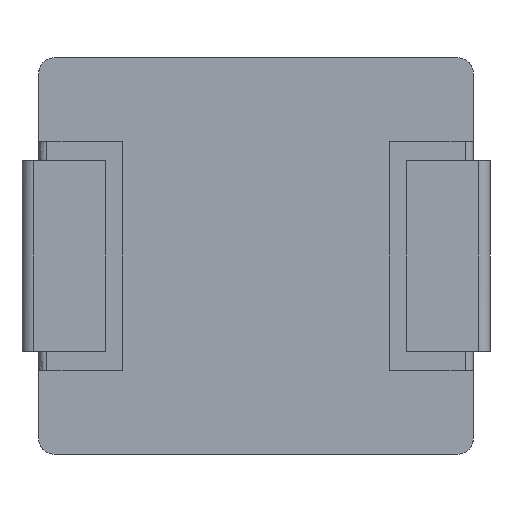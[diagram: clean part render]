
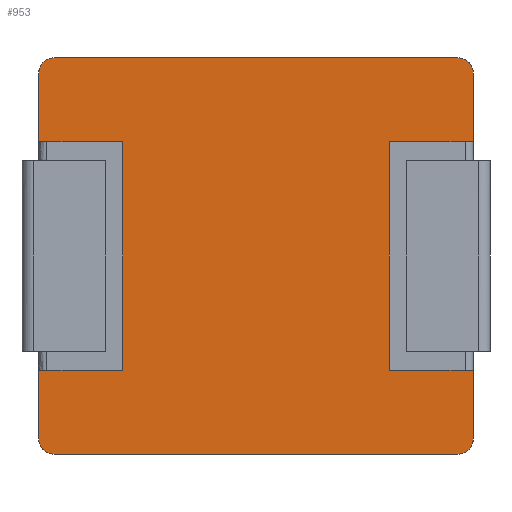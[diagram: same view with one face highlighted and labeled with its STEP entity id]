
A CAD part, front view. The second image highlights one B-rep face of the part: STEP entity #953.
In plain terms, the highlighted free-form (B-spline) face has degree [1, 1] with [2, 2] control points.
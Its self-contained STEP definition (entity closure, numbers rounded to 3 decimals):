
#612 = VERTEX_POINT('',#613);
#613 = CARTESIAN_POINT('',(3.064,0.,1.613));
#626 = VERTEX_POINT('',#627);
#627 = CARTESIAN_POINT('',(3.064,0.,-1.613));
#632 = EDGE_CURVE('',#626,#633,#635,.T.);
#633 = VERTEX_POINT('',#634);
#634 = CARTESIAN_POINT('',(3.064,0.,-2.58));
#635 = B_SPLINE_CURVE_WITH_KNOTS('',1,(#636,#637),.UNSPECIFIED.,.F.,.F.,
  (2,2),(-1.1,-0.2),.PIECEWISE_BEZIER_KNOTS.);
#636 = CARTESIAN_POINT('',(3.064,0.,-1.613));
#637 = CARTESIAN_POINT('',(3.064,0.,-2.58));
#646 = VERTEX_POINT('',#647);
#647 = CARTESIAN_POINT('',(3.064,0.,2.58));
#652 = EDGE_CURVE('',#646,#612,#653,.T.);
#653 = B_SPLINE_CURVE_WITH_KNOTS('',1,(#654,#655),.UNSPECIFIED.,.F.,.F.,
  (2,2),(-5.,-4.1),.PIECEWISE_BEZIER_KNOTS.);
#654 = CARTESIAN_POINT('',(3.064,0.,2.58));
#655 = CARTESIAN_POINT('',(3.064,0.,1.613));
#881 = VERTEX_POINT('',#882);
#882 = CARTESIAN_POINT('',(-3.064,0.,1.613));
#887 = EDGE_CURVE('',#881,#888,#890,.T.);
#888 = VERTEX_POINT('',#889);
#889 = CARTESIAN_POINT('',(-3.064,0.,2.58));
#890 = B_SPLINE_CURVE_WITH_KNOTS('',1,(#891,#892),.UNSPECIFIED.,.F.,.F.,
  (2,2),(4.1,5.),.PIECEWISE_BEZIER_KNOTS.);
#891 = CARTESIAN_POINT('',(-3.064,0.,1.613));
#892 = CARTESIAN_POINT('',(-3.064,0.,2.58));
#901 = VERTEX_POINT('',#902);
#902 = CARTESIAN_POINT('',(-3.064,0.,-2.58));
#907 = EDGE_CURVE('',#901,#908,#910,.T.);
#908 = VERTEX_POINT('',#909);
#909 = CARTESIAN_POINT('',(-3.064,0.,-1.613));
#910 = B_SPLINE_CURVE_WITH_KNOTS('',1,(#911,#912),.UNSPECIFIED.,.F.,.F.,
  (2,2),(0.2,1.1),.PIECEWISE_BEZIER_KNOTS.);
#911 = CARTESIAN_POINT('',(-3.064,0.,-2.58));
#912 = CARTESIAN_POINT('',(-3.064,0.,-1.613));
#953 = ADVANCED_FACE('',(#954),#1040,.F.);
#954 = FACE_BOUND('',#955,.T.);
#955 = EDGE_LOOP('',(#956,#965,#971,#972,#979,#986,#991,#992,#1000,#1007
    ,#1013,#1014,#1021,#1028,#1033,#1034));
#956 = ORIENTED_EDGE('',*,*,#957,.F.);
#957 = EDGE_CURVE('',#958,#960,#962,.T.);
#958 = VERTEX_POINT('',#959);
#959 = CARTESIAN_POINT('',(-2.849,0.,2.795));
#960 = VERTEX_POINT('',#961);
#961 = CARTESIAN_POINT('',(2.849,0.,2.795));
#962 = B_SPLINE_CURVE_WITH_KNOTS('',1,(#963,#964),.UNSPECIFIED.,.F.,.F.,
  (2,2),(0.2,5.5),.PIECEWISE_BEZIER_KNOTS.);
#963 = CARTESIAN_POINT('',(-2.849,0.,2.795));
#964 = CARTESIAN_POINT('',(2.849,0.,2.795));
#965 = ORIENTED_EDGE('',*,*,#966,.T.);
#966 = EDGE_CURVE('',#958,#888,#967,.T.);
#967 = ( BOUNDED_CURVE() B_SPLINE_CURVE(2,(#968,#969,#970),
.UNSPECIFIED.,.F.,.F.) B_SPLINE_CURVE_WITH_KNOTS((3,3),(0.,
1.571),.PIECEWISE_BEZIER_KNOTS.) CURVE() 
GEOMETRIC_REPRESENTATION_ITEM() RATIONAL_B_SPLINE_CURVE((1.,
0.707,1.)) REPRESENTATION_ITEM('') );
#968 = CARTESIAN_POINT('',(-2.849,0.,2.795));
#969 = CARTESIAN_POINT('',(-3.064,0.,2.795));
#970 = CARTESIAN_POINT('',(-3.064,0.,2.58));
#971 = ORIENTED_EDGE('',*,*,#887,.F.);
#972 = ORIENTED_EDGE('',*,*,#973,.T.);
#973 = EDGE_CURVE('',#881,#974,#976,.T.);
#974 = VERTEX_POINT('',#975);
#975 = CARTESIAN_POINT('',(-1.881,0.,1.613));
#976 = B_SPLINE_CURVE_WITH_KNOTS('',1,(#977,#978),.UNSPECIFIED.,.F.,.F.,
  (2,2),(-2.85,-1.75),.PIECEWISE_BEZIER_KNOTS.);
#977 = CARTESIAN_POINT('',(-3.064,0.,1.613));
#978 = CARTESIAN_POINT('',(-1.881,0.,1.613));
#979 = ORIENTED_EDGE('',*,*,#980,.F.);
#980 = EDGE_CURVE('',#981,#974,#983,.T.);
#981 = VERTEX_POINT('',#982);
#982 = CARTESIAN_POINT('',(-1.881,0.,-1.613));
#983 = B_SPLINE_CURVE_WITH_KNOTS('',1,(#984,#985),.UNSPECIFIED.,.F.,.F.,
  (2,2),(-1.5,1.5),.PIECEWISE_BEZIER_KNOTS.);
#984 = CARTESIAN_POINT('',(-1.881,0.,-1.613));
#985 = CARTESIAN_POINT('',(-1.881,0.,1.613));
#986 = ORIENTED_EDGE('',*,*,#987,.F.);
#987 = EDGE_CURVE('',#908,#981,#988,.T.);
#988 = B_SPLINE_CURVE_WITH_KNOTS('',1,(#989,#990),.UNSPECIFIED.,.F.,.F.,
  (2,2),(-2.85,-1.75),.PIECEWISE_BEZIER_KNOTS.);
#989 = CARTESIAN_POINT('',(-3.064,0.,-1.613));
#990 = CARTESIAN_POINT('',(-1.881,0.,-1.613));
#991 = ORIENTED_EDGE('',*,*,#907,.F.);
#992 = ORIENTED_EDGE('',*,*,#993,.T.);
#993 = EDGE_CURVE('',#901,#994,#996,.T.);
#994 = VERTEX_POINT('',#995);
#995 = CARTESIAN_POINT('',(-2.849,0.,-2.795));
#996 = ( BOUNDED_CURVE() B_SPLINE_CURVE(2,(#997,#998,#999),
.UNSPECIFIED.,.F.,.F.) B_SPLINE_CURVE_WITH_KNOTS((3,3),(1.571,
3.142),.PIECEWISE_BEZIER_KNOTS.) CURVE() 
GEOMETRIC_REPRESENTATION_ITEM() RATIONAL_B_SPLINE_CURVE((1.,
0.707,1.)) REPRESENTATION_ITEM('') );
#997 = CARTESIAN_POINT('',(-3.064,0.,-2.58));
#998 = CARTESIAN_POINT('',(-3.064,0.,-2.795));
#999 = CARTESIAN_POINT('',(-2.849,0.,-2.795));
#1000 = ORIENTED_EDGE('',*,*,#1001,.F.);
#1001 = EDGE_CURVE('',#1002,#994,#1004,.T.);
#1002 = VERTEX_POINT('',#1003);
#1003 = CARTESIAN_POINT('',(2.849,0.,-2.795));
#1004 = B_SPLINE_CURVE_WITH_KNOTS('',1,(#1005,#1006),.UNSPECIFIED.,.F.,
  .F.,(2,2),(-5.5,-0.2),.PIECEWISE_BEZIER_KNOTS.);
#1005 = CARTESIAN_POINT('',(2.849,0.,-2.795));
#1006 = CARTESIAN_POINT('',(-2.849,0.,-2.795));
#1007 = ORIENTED_EDGE('',*,*,#1008,.T.);
#1008 = EDGE_CURVE('',#1002,#633,#1009,.T.);
#1009 = ( BOUNDED_CURVE() B_SPLINE_CURVE(2,(#1010,#1011,#1012),
.UNSPECIFIED.,.F.,.F.) B_SPLINE_CURVE_WITH_KNOTS((3,3),(3.142,
4.712),.PIECEWISE_BEZIER_KNOTS.) CURVE() 
GEOMETRIC_REPRESENTATION_ITEM() RATIONAL_B_SPLINE_CURVE((1.,
0.707,1.)) REPRESENTATION_ITEM('') );
#1010 = CARTESIAN_POINT('',(2.849,0.,-2.795));
#1011 = CARTESIAN_POINT('',(3.064,0.,-2.795));
#1012 = CARTESIAN_POINT('',(3.064,0.,-2.58));
#1013 = ORIENTED_EDGE('',*,*,#632,.F.);
#1014 = ORIENTED_EDGE('',*,*,#1015,.T.);
#1015 = EDGE_CURVE('',#626,#1016,#1018,.T.);
#1016 = VERTEX_POINT('',#1017);
#1017 = CARTESIAN_POINT('',(1.881,0.,-1.613));
#1018 = B_SPLINE_CURVE_WITH_KNOTS('',1,(#1019,#1020),.UNSPECIFIED.,.F.,
  .F.,(2,2),(-2.85,-1.75),.PIECEWISE_BEZIER_KNOTS.);
#1019 = CARTESIAN_POINT('',(3.064,0.,-1.613));
#1020 = CARTESIAN_POINT('',(1.881,0.,-1.613));
#1021 = ORIENTED_EDGE('',*,*,#1022,.T.);
#1022 = EDGE_CURVE('',#1016,#1023,#1025,.T.);
#1023 = VERTEX_POINT('',#1024);
#1024 = CARTESIAN_POINT('',(1.881,0.,1.613));
#1025 = B_SPLINE_CURVE_WITH_KNOTS('',1,(#1026,#1027),.UNSPECIFIED.,.F.,
  .F.,(2,2),(-1.5,1.5),.PIECEWISE_BEZIER_KNOTS.);
#1026 = CARTESIAN_POINT('',(1.881,0.,-1.613));
#1027 = CARTESIAN_POINT('',(1.881,0.,1.613));
#1028 = ORIENTED_EDGE('',*,*,#1029,.F.);
#1029 = EDGE_CURVE('',#612,#1023,#1030,.T.);
#1030 = B_SPLINE_CURVE_WITH_KNOTS('',1,(#1031,#1032),.UNSPECIFIED.,.F.,
  .F.,(2,2),(-2.85,-1.75),.PIECEWISE_BEZIER_KNOTS.);
#1031 = CARTESIAN_POINT('',(3.064,0.,1.613));
#1032 = CARTESIAN_POINT('',(1.881,0.,1.613));
#1033 = ORIENTED_EDGE('',*,*,#652,.F.);
#1034 = ORIENTED_EDGE('',*,*,#1035,.T.);
#1035 = EDGE_CURVE('',#646,#960,#1036,.T.);
#1036 = ( BOUNDED_CURVE() B_SPLINE_CURVE(2,(#1037,#1038,#1039),
.UNSPECIFIED.,.F.,.F.) B_SPLINE_CURVE_WITH_KNOTS((3,3),(4.712,
6.283),.PIECEWISE_BEZIER_KNOTS.) CURVE() 
GEOMETRIC_REPRESENTATION_ITEM() RATIONAL_B_SPLINE_CURVE((1.,
0.707,1.)) REPRESENTATION_ITEM('') );
#1037 = CARTESIAN_POINT('',(3.064,0.,2.58));
#1038 = CARTESIAN_POINT('',(3.064,0.,2.795));
#1039 = CARTESIAN_POINT('',(2.849,0.,2.795));
#1040 = B_SPLINE_SURFACE_WITH_KNOTS('',1,1,(
    (#1041,#1042)
    ,(#1043,#1044
    )),.UNSPECIFIED.,.F.,.F.,.F.,(2,2),(2,2),(-2.6,2.6),(-2.85,2.85),
  .PIECEWISE_BEZIER_KNOTS.);
#1041 = CARTESIAN_POINT('',(-3.064,0.,-2.795));
#1042 = CARTESIAN_POINT('',(3.064,0.,-2.795));
#1043 = CARTESIAN_POINT('',(-3.064,0.,2.795));
#1044 = CARTESIAN_POINT('',(3.064,0.,2.795));
